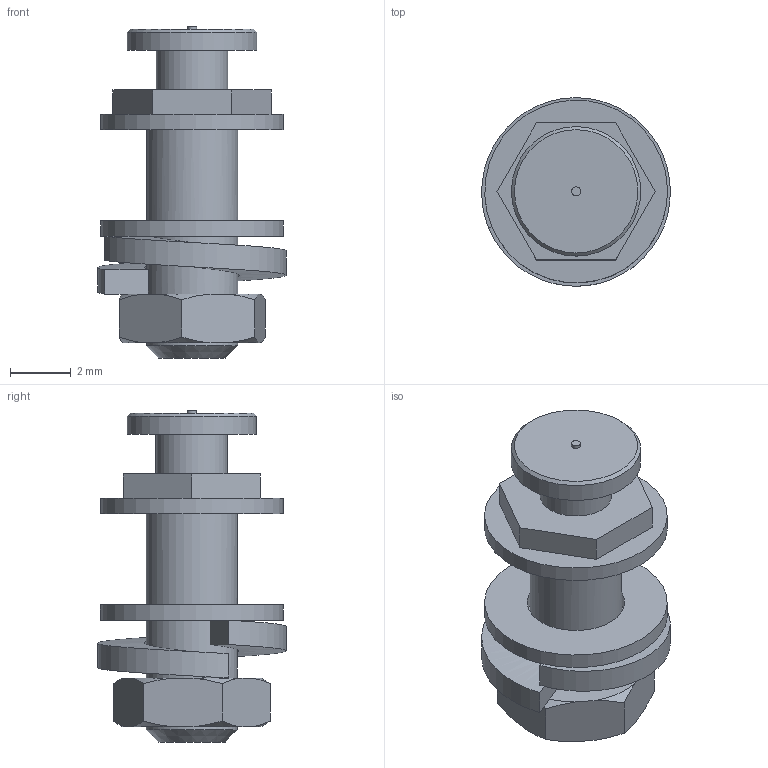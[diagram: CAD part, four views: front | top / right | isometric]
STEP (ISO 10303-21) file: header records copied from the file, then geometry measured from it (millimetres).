
FILE_DESCRIPTION(/* description */ (''),/* implementation_level */ '2;1');
FILE_NAME(/* name */ '100724613ugm000_a.stp',/* time_stamp */ '2017-05-10T04:52:08+02:00',/* author */ (''),/* organization */ (''),/* preprocessor_version */ 'ST-DEVELOPER v16',/* originating_system */ 'SIEMENS PLM Software NX 10.0',/* authorisation */ '');
FILE_SCHEMA (('AUTOMOTIVE_DESIGN { 1 0 10303 214 3 1 1 1 }'));
Length unit declared in the file: millimetre
Products named in the file (1): 100724613ugm000_a
Bounding box: 6.19 x 6.19 x 10.9 mm (x, y, z)
Volume: 140.8 mm3; surface area: 350.9 mm2
Topology: 3 solids, 3 shells, 53 faces, 118 edges, 81 vertices
Faces by surface type: plane 26, cone 14, cylinder 10, bspline 3
Full cylindrical faces by diameter (mm): 0.3 x1, 2.35 x1, 3 x2, 3.111 x1, 3.2 x2, 4.25 x1, 6 x2
Entity records: 2067 total; most frequent: CARTESIAN_POINT 545, DIRECTION 210, ORIENTED_EDGE 208, EDGE_CURVE 104, AXIS2_PLACEMENT_3D 83, VERTEX_POINT 76, EDGE_LOOP 74, PRESENTATION_STYLE_ASSIGNMENT 58
